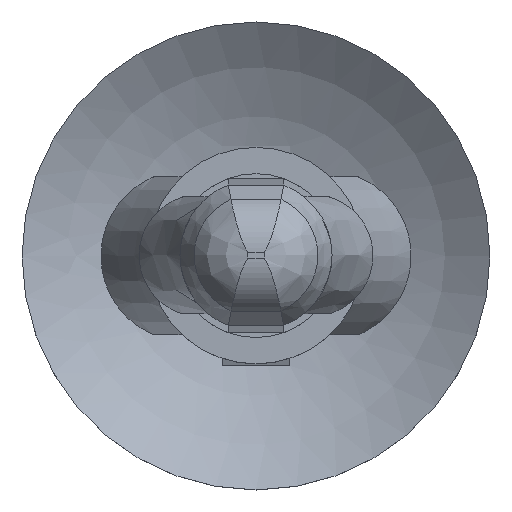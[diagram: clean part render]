
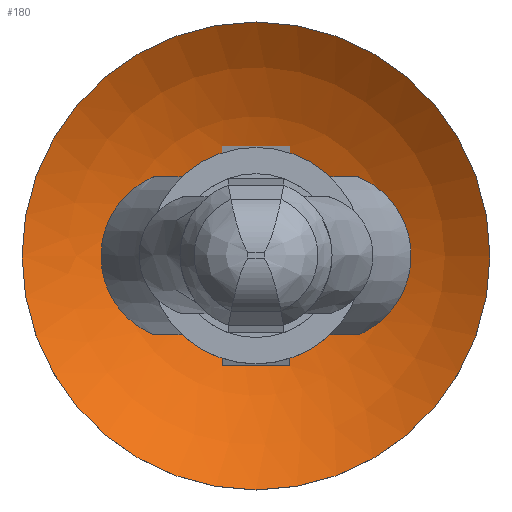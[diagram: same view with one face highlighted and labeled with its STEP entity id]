
A CAD part, top view. The second image highlights one B-rep face of the part: STEP entity #180.
In plain terms, the highlighted spherical face has radius 6.414 mm.
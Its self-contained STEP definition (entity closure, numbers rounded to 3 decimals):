
#180 = ADVANCED_FACE( '', ( #369, #370 ), #371, .F. );
#369 = FACE_OUTER_BOUND( '', #720, .T. );
#370 = FACE_OUTER_BOUND( '', #721, .T. );
#371 = SPHERICAL_SURFACE( '', #722, 6.414 );
#720 = EDGE_LOOP( '', ( #1169, #1170, #1171, #1172 ) );
#721 = EDGE_LOOP( '', ( #1173 ) );
#722 = AXIS2_PLACEMENT_3D( '', #1174, #1175, #1176 );
#1169 = ORIENTED_EDGE( '', *, *, #1386, .T. );
#1170 = ORIENTED_EDGE( '', *, *, #1242, .T. );
#1171 = ORIENTED_EDGE( '', *, *, #1407, .T. );
#1172 = ORIENTED_EDGE( '', *, *, #1392, .T. );
#1173 = ORIENTED_EDGE( '', *, *, #1383, .F. );
#1174 = CARTESIAN_POINT( '', ( 0., 0., 1.264 ) );
#1175 = DIRECTION( '', ( 0., 0., -1. ) );
#1176 = DIRECTION( '', ( -1., 0., 0. ) );
#1242 = EDGE_CURVE( '', #1420, #1421, #1422, .F. );
#1383 = EDGE_CURVE( '', #1626, #1626, #1627, .T. );
#1386 = EDGE_CURVE( '', #1630, #1420, #1631, .F. );
#1392 = EDGE_CURVE( '', #1638, #1630, #1639, .F. );
#1407 = EDGE_CURVE( '', #1421, #1638, #1655, .F. );
#1420 = VERTEX_POINT( '', #1668 );
#1421 = VERTEX_POINT( '', #1669 );
#1422 = CIRCLE( '', #1670, 6.134 );
#1626 = VERTEX_POINT( '', #2069 );
#1627 = CIRCLE( '', #2070, 4. );
#1630 = VERTEX_POINT( '', #2073 );
#1631 = CIRCLE( '', #2074, 6.388 );
#1638 = VERTEX_POINT( '', #2083 );
#1639 = CIRCLE( '', #2084, 6.134 );
#1655 = CIRCLE( '', #2135, 6.388 );
#1668 = CARTESIAN_POINT( '', ( 0.575, -1.875, -4.843 ) );
#1669 = CARTESIAN_POINT( '', ( -0.575, -1.875, -4.843 ) );
#1670 = AXIS2_PLACEMENT_3D( '', #2151, #2152, #2153 );
#2069 = CARTESIAN_POINT( '', ( -4., 0., -3.75 ) );
#2070 = AXIS2_PLACEMENT_3D( '', #2276, #2277, #2278 );
#2073 = CARTESIAN_POINT( '', ( 0.575, 1.875, -4.843 ) );
#2074 = AXIS2_PLACEMENT_3D( '', #2279, #2280, #2281 );
#2083 = CARTESIAN_POINT( '', ( -0.575, 1.875, -4.843 ) );
#2084 = AXIS2_PLACEMENT_3D( '', #2287, #2288, #2289 );
#2135 = AXIS2_PLACEMENT_3D( '', #2296, #2297, #2298 );
#2151 = CARTESIAN_POINT( '', ( 0., -1.875, 1.264 ) );
#2152 = DIRECTION( '', ( 0., -1., 0. ) );
#2153 = DIRECTION( '', ( 1., 0., 0. ) );
#2276 = CARTESIAN_POINT( '', ( 0., 0., -3.75 ) );
#2277 = DIRECTION( '', ( 0., 0., -1. ) );
#2278 = DIRECTION( '', ( -1., 0., 0. ) );
#2279 = CARTESIAN_POINT( '', ( 0.575, 0., 1.264 ) );
#2280 = DIRECTION( '', ( 1., 0., 0. ) );
#2281 = DIRECTION( '', ( 0., 1., 0. ) );
#2287 = CARTESIAN_POINT( '', ( 0., 1.875, 1.264 ) );
#2288 = DIRECTION( '', ( 0., 1., 0. ) );
#2289 = DIRECTION( '', ( -1., 0., 0. ) );
#2296 = CARTESIAN_POINT( '', ( -0.575, 0., 1.264 ) );
#2297 = DIRECTION( '', ( -1., 0., 0. ) );
#2298 = DIRECTION( '', ( 0., -1., 0. ) );
